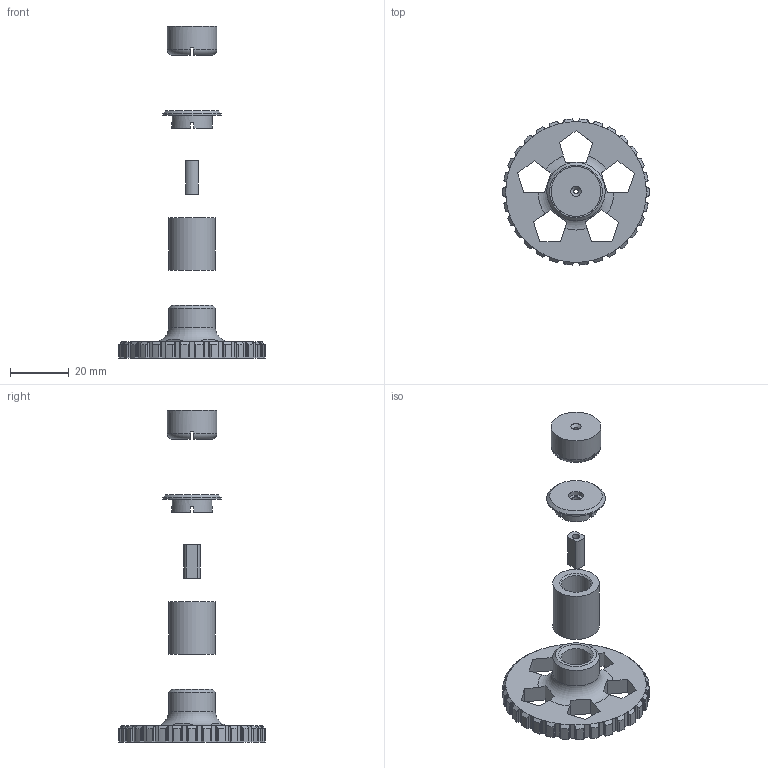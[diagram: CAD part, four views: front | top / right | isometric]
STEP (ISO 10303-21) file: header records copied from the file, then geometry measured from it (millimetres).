
FILE_DESCRIPTION(('FreeCAD Model'),'2;1');
FILE_NAME('Open CASCADE Shape Model','2025-05-09T15:07:08',(''),(''), 'Open CASCADE STEP processor 7.6','FreeCAD','Unknown');
FILE_SCHEMA(('AUTOMOTIVE_DESIGN { 1 0 10303 214 1 1 1 1 }'));
Length unit declared in the file: millimetre
Products named in the file (6): _0250314_Cami__n_Share_Horizons; centrador para taladrar ruedas; tapacubos; refuerzo brazo motor; separador rueda de repuesto; espaciador interno rueda
Assembly tree (5 placements, depth 2):
  _0250314_Cami__n_Share_Horizons
    centrador para taladrar ruedas
    tapacubos
    refuerzo brazo motor
    separador rueda de repuesto
    espaciador interno rueda
Bounding box: 50 x 49.93 x 113.5 mm (x, y, z)
Volume: 14762.7 mm3; surface area: 10176 mm2
Topology: 5 solids, 5 shells, 374 faces, 1065 edges, 701 vertices
Faces by surface type: plane 282, cylinder 51, cone 36, torus 5
Full cylindrical faces by diameter (mm): 1.5 x1, 2.6 x1, 3 x1, 3.2 x1, 5 x1, 10 x2, 10.4 x1, 14 x1, 16 x2, 17 x1, 20 x1
Entity records: 27707 total; most frequent: CARTESIAN_POINT 7687, DIRECTION 3488, ORIENTED_EDGE 2130, PCURVE 2130, DEFINITIONAL_REPRESENTATION 2130, LINE 1787, VECTOR 1787, EDGE_CURVE 1065
